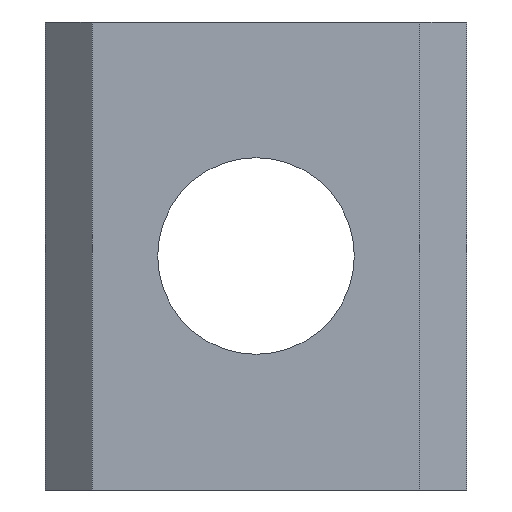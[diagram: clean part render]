
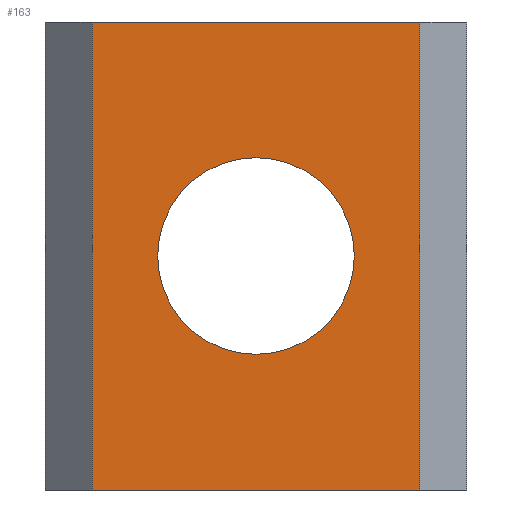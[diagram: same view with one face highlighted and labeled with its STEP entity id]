
A CAD part, front view. The second image highlights one B-rep face of the part: STEP entity #163.
In plain terms, the highlighted planar face has unit normal (0, -1, 0).
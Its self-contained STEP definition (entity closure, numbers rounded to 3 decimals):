
#5 = EDGE_CURVE ( 'NONE', #315, #286, #72, .T. ) ;
#6 = ORIENTED_EDGE ( 'NONE', *, *, #37, .T. ) ;
#12 = ORIENTED_EDGE ( 'NONE', *, *, #78, .T. ) ;
#22 = LINE ( 'NONE', #261, #222 ) ;
#31 = DIRECTION ( 'NONE',  ( 1., 0., 0. ) ) ;
#37 = EDGE_CURVE ( 'NONE', #204, #496, #271, .T. ) ;
#50 = CARTESIAN_POINT ( 'NONE',  ( -3.5, 0., 10. ) ) ;
#70 = PLANE ( 'NONE',  #304 ) ;
#72 = LINE ( 'NONE', #227, #417 ) ;
#75 = CARTESIAN_POINT ( 'NONE',  ( -3.5, 0., 10. ) ) ;
#78 = EDGE_CURVE ( 'NONE', #496, #204, #136, .T. ) ;
#83 = AXIS2_PLACEMENT_3D ( 'NONE', #475, #392, #128 ) ;
#94 = DIRECTION ( 'NONE',  ( 0., 0., -1. ) ) ;
#120 = ORIENTED_EDGE ( 'NONE', *, *, #5, .T. ) ;
#128 = DIRECTION ( 'NONE',  ( 0., 0., 1. ) ) ;
#136 = CIRCLE ( 'NONE', #83, 2.1 ) ;
#142 = CARTESIAN_POINT ( 'NONE',  ( 0., 0., 2.9 ) ) ;
#159 = ORIENTED_EDGE ( 'NONE', *, *, #210, .F. ) ;
#163 = ADVANCED_FACE ( 'NONE', ( #266, #420 ), #70, .F. ) ;
#182 = CARTESIAN_POINT ( 'NONE',  ( 0., 0., 7.1 ) ) ;
#184 = CARTESIAN_POINT ( 'NONE',  ( 3.5, 0., 0. ) ) ;
#189 = ORIENTED_EDGE ( 'NONE', *, *, #233, .T. ) ;
#204 = VERTEX_POINT ( 'NONE', #182 ) ;
#210 = EDGE_CURVE ( 'NONE', #264, #286, #252, .T. ) ;
#222 = VECTOR ( 'NONE', #446, 1000. ) ;
#225 = DIRECTION ( 'NONE',  ( 0., 1., 0. ) ) ;
#227 = CARTESIAN_POINT ( 'NONE',  ( -3.5, 0., 0. ) ) ;
#233 = EDGE_CURVE ( 'NONE', #262, #315, #22, .T. ) ;
#247 = LINE ( 'NONE', #50, #419 ) ;
#252 = LINE ( 'NONE', #408, #359 ) ;
#261 = CARTESIAN_POINT ( 'NONE',  ( -3.5, 0., 10. ) ) ;
#262 = VERTEX_POINT ( 'NONE', #404 ) ;
#264 = VERTEX_POINT ( 'NONE', #483 ) ;
#266 = FACE_BOUND ( 'NONE', #476, .T. ) ;
#271 = CIRCLE ( 'NONE', #347, 2.1 ) ;
#286 = VERTEX_POINT ( 'NONE', #184 ) ;
#293 = CARTESIAN_POINT ( 'NONE',  ( -3.5, 0., 0. ) ) ;
#304 = AXIS2_PLACEMENT_3D ( 'NONE', #75, #225, #382 ) ;
#315 = VERTEX_POINT ( 'NONE', #293 ) ;
#347 = AXIS2_PLACEMENT_3D ( 'NONE', #433, #395, #357 ) ;
#350 = ORIENTED_EDGE ( 'NONE', *, *, #478, .F. ) ;
#357 = DIRECTION ( 'NONE',  ( 0., 0., 1. ) ) ;
#359 = VECTOR ( 'NONE', #94, 1000. ) ;
#382 = DIRECTION ( 'NONE',  ( 0., 0., 1. ) ) ;
#392 = DIRECTION ( 'NONE',  ( 0., 1., 0. ) ) ;
#395 = DIRECTION ( 'NONE',  ( 0., 1., 0. ) ) ;
#400 = EDGE_LOOP ( 'NONE', ( #120, #159, #350, #189 ) ) ;
#404 = CARTESIAN_POINT ( 'NONE',  ( -3.5, 0., 10. ) ) ;
#408 = CARTESIAN_POINT ( 'NONE',  ( 3.5, 0., 10. ) ) ;
#412 = DIRECTION ( 'NONE',  ( 1., 0., 0. ) ) ;
#417 = VECTOR ( 'NONE', #31, 1000. ) ;
#419 = VECTOR ( 'NONE', #412, 1000. ) ;
#420 = FACE_OUTER_BOUND ( 'NONE', #400, .T. ) ;
#433 = CARTESIAN_POINT ( 'NONE',  ( 0., 0., 5. ) ) ;
#446 = DIRECTION ( 'NONE',  ( 0., 0., -1. ) ) ;
#475 = CARTESIAN_POINT ( 'NONE',  ( 0., 0., 5. ) ) ;
#476 = EDGE_LOOP ( 'NONE', ( #6, #12 ) ) ;
#478 = EDGE_CURVE ( 'NONE', #262, #264, #247, .T. ) ;
#483 = CARTESIAN_POINT ( 'NONE',  ( 3.5, 0., 10. ) ) ;
#496 = VERTEX_POINT ( 'NONE', #142 ) ;
